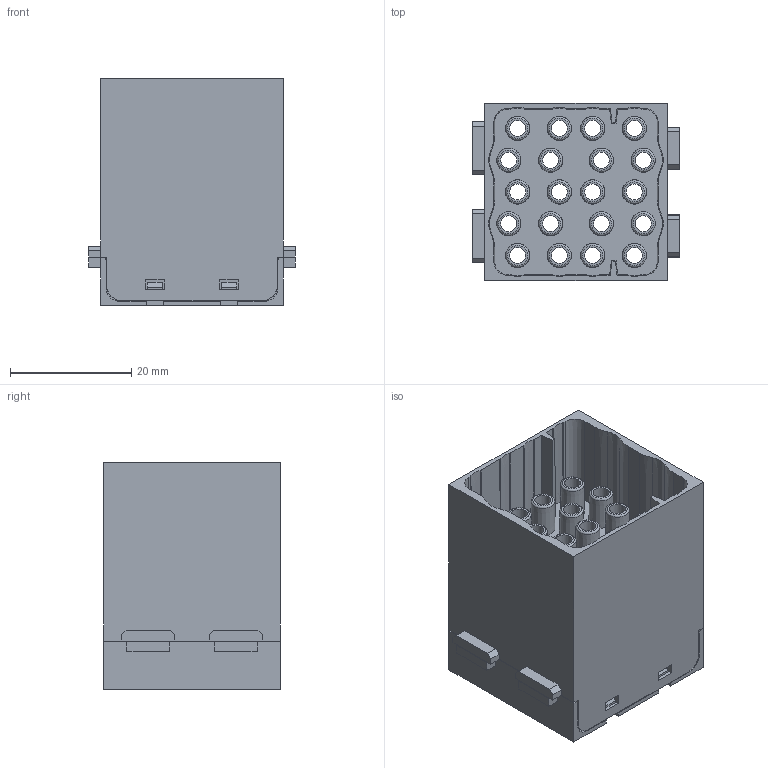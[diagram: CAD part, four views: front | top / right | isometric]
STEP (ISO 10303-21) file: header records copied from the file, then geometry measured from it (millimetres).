
FILE_DESCRIPTION(/* description */ (''),/* implementation_level */ '2;1');
FILE_NAME(/* name */ 'H2MEE-020-MC.stp',/* time_stamp */ '2023-09-18T16:26:18+08:00',/* author */ (''),/* organization */ (''),/* preprocessor_version */ 'ST-DEVELOPER v16',/* originating_system */ 'SIEMENS PLM Software NX 10.0',/* authorisation */ '');
FILE_SCHEMA (('AUTOMOTIVE_DESIGN { 1 0 10303 214 3 1 1 1 }'));
Length unit declared in the file: millimetre
Products named in the file (1): Admi16F8F3C4yuc4
Bounding box: 34.2 x 29.2 x 37.5 mm (x, y, z)
Volume: 12941.4 mm3; surface area: 22129.7 mm2
Topology: 1 solids, 1 shells, 859 faces, 2438 edges, 1634 vertices
Faces by surface type: plane 543, cylinder 156, cone 64, bspline 56, torus 20, extrusion 20
Full cylindrical faces by diameter (mm): 2.65 x20, 4.8 x20
Entity records: 32104 total; most frequent: CARTESIAN_POINT 10858, ORIENTED_EDGE 4560, DIRECTION 4012, EDGE_CURVE 2280, VERTEX_POINT 1576, VECTOR 1388, LINE 1368, AXIS2_PLACEMENT_3D 1312
